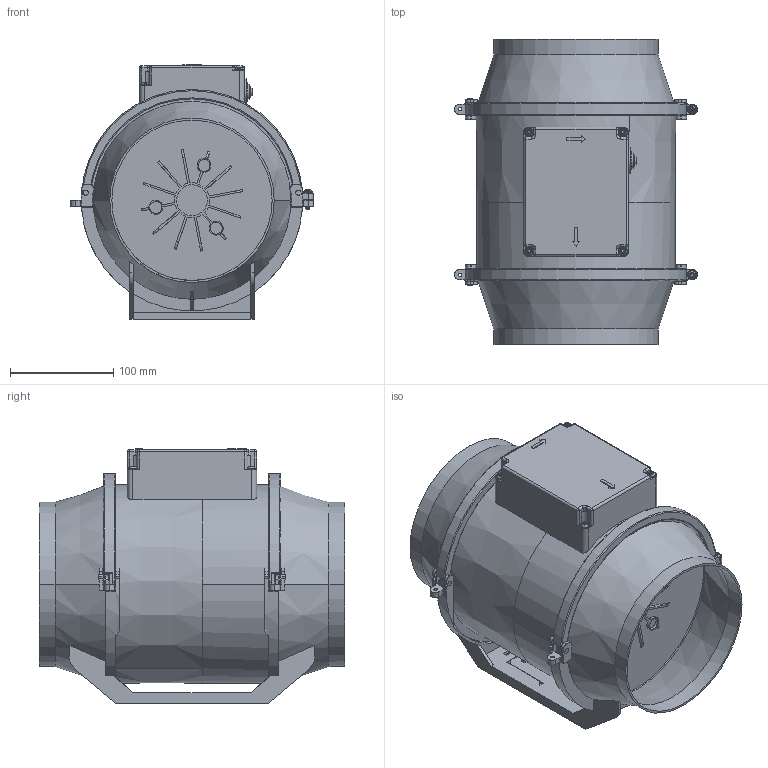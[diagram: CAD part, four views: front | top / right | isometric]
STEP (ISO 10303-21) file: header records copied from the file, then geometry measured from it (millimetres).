
FILE_DESCRIPTION(('Creo Elements/Direct Modeling STEP Export'),'2;1');
FILE_NAME('HDR16.stp','2019-07-03T 9:44:15',(''),(''),'PTC Creo Elements/Direct Modeling STEP processor for AP214 (Solid Model)','PTC Creo Elements/Direct Modeling 19.0C 15-Aug-2015 (C) Parametric Technology GmbH','');
FILE_SCHEMA(('AUTOMOTIVE_DESIGN { 1 0 10303 214 1 1 1 1 }'));
Length unit declared in the file: millimetre
Products named in the file (4): 0059.2036.0000_Gehäuse; 0159.0166.0000_PT_Schraube_40x16_WN_5451.1.1.1.1.1.1.1.1; Schrauben; HDR16
Assembly tree (8 placements, depth 3):
  HDR16
    Schrauben
      0159.0166.0000_PT_Schraube_40x16_WN_5451.1.1.1.1.1.1.1.1  x6
    0059.2036.0000_Gehäuse
Bounding box: 235 x 294.85 x 246 mm (x, y, z)
Volume: 5583166.1 mm3; surface area: 536813.4 mm2
Topology: 7 solids, 7 shells, 1995 faces, 5517 edges, 3527 vertices
Faces by surface type: plane 809, cylinder 670, bspline 150, extrusion 144, torus 112, sphere 50, cone 48, revolution 12
Entity records: 53545 total; most frequent: CARTESIAN_POINT 23023, ORIENTED_EDGE 6832, DIRECTION 5834, EDGE_CURVE 3416, VERTEX_POINT 2197, VECTOR 2000, LINE 1976, AXIS2_PLACEMENT_3D 1915
